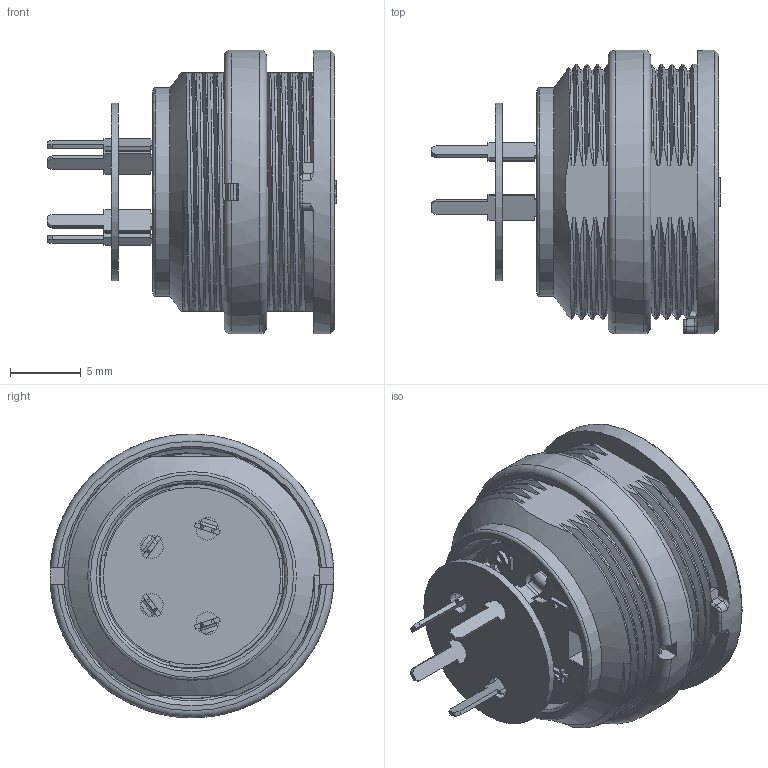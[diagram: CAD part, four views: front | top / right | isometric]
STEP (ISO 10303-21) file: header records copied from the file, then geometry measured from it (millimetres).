
FILE_DESCRIPTION(/* description */ (''),/* implementation_level */ '2;1');
FILE_NAME(/* name */ 't 3303 320 unxc001-01.stp',/* time_stamp */ '2019-07-08T15:55:20+02:00',/* author */ (''),/* organization */ (''),/* preprocessor_version */ 'ST-DEVELOPER v16.7',/* originating_system */ 'SIEMENS PLM Software NX 12.0',/* authorisation */ '');
FILE_SCHEMA (('AUTOMOTIVE_DESIGN { 1 0 10303 214 3 1 1 1 }'));
Length unit declared in the file: millimetre
Products named in the file (1): t 3303 320 unxc001-01
Bounding box: 20.4 x 20 x 20 mm (x, y, z)
Volume: 2491.9 mm3; surface area: 3365.9 mm2
Topology: 1 solids, 1 shells, 464 faces, 1316 edges, 843 vertices
Faces by surface type: plane 191, bspline 148, cylinder 99, cone 13, extrusion 10, torus 3
Full cylindrical faces by diameter (mm): 12.5 x1, 13.1 x1, 13.9 x1, 14.7 x1, 15.4 x1, 16.2 x1, 18.3 x1, 20 x2
Entity records: 44235 total; most frequent: CARTESIAN_POINT 31197, ORIENTED_EDGE 2586, DIRECTION 1633, EDGE_CURVE 1293, VERTEX_POINT 839, VECTOR 697, LINE 687, EDGE_LOOP 520
